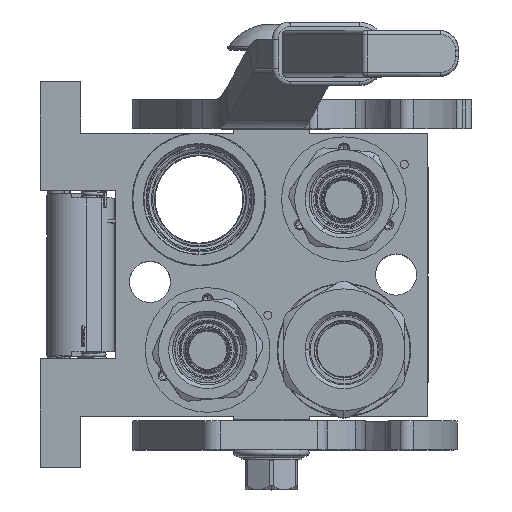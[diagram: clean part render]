
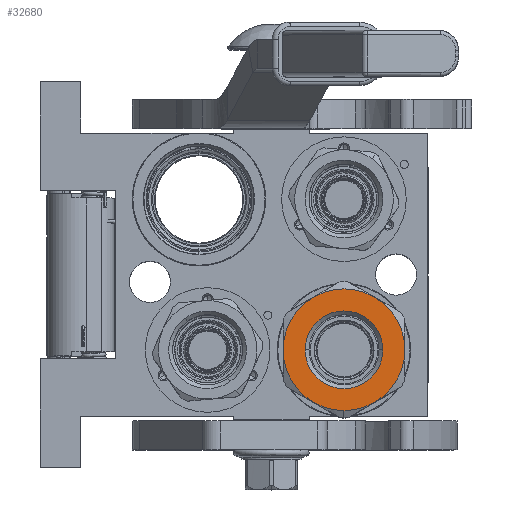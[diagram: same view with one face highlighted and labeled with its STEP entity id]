
A CAD part, top view. The second image highlights one B-rep face of the part: STEP entity #32680.
In plain terms, the highlighted face is planar.
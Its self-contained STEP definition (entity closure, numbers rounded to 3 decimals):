
#1188 = DIRECTION ( 'NONE',  ( 0., -0.5, -0.866 ) ) ;
#1574 = EDGE_CURVE ( 'NONE', #90126, #32816, #9658, .T. ) ;
#2500 = DIRECTION ( 'NONE',  ( 1., 0., 0. ) ) ;
#4026 = DIRECTION ( 'NONE',  ( 0., 0.5, 0.866 ) ) ;
#4568 = CIRCLE ( 'NONE', #120737, 13.4 ) ;
#5536 = EDGE_CURVE ( 'NONE', #144052, #142007, #102957, .T. ) ;
#6598 = ORIENTED_EDGE ( 'NONE', *, *, #110927, .T. ) ;
#6840 = DIRECTION ( 'NONE',  ( 0., 1., 0. ) ) ;
#9658 = CIRCLE ( 'NONE', #53114, 21. ) ;
#9722 = CARTESIAN_POINT ( 'NONE',  ( 100.6, 10.5, 18.187 ) ) ;
#13653 = CARTESIAN_POINT ( 'NONE',  ( 100.6, 10.5, -18.187 ) ) ;
#16706 = ORIENTED_EDGE ( 'NONE', *, *, #1574, .T. ) ;
#16911 = CARTESIAN_POINT ( 'NONE',  ( 100.6, 0., 0. ) ) ;
#17105 = AXIS2_PLACEMENT_3D ( 'NONE', #78572, #148691, #56354 ) ;
#18007 = CARTESIAN_POINT ( 'NONE',  ( 100.6, 0., 0. ) ) ;
#22506 = CARTESIAN_POINT ( 'NONE',  ( 100.6, 21., 0. ) ) ;
#23264 = AXIS2_PLACEMENT_3D ( 'NONE', #65700, #88936, #53672 ) ;
#23935 = CARTESIAN_POINT ( 'NONE',  ( 100.6, 0., 0. ) ) ;
#25022 = FACE_OUTER_BOUND ( 'NONE', #55292, .T. ) ;
#28335 = CARTESIAN_POINT ( 'NONE',  ( 100.6, 0., 0. ) ) ;
#28988 = DIRECTION ( 'NONE',  ( 0., 0., 1. ) ) ;
#30096 = AXIS2_PLACEMENT_3D ( 'NONE', #16911, #63676, #28988 ) ;
#30225 = CARTESIAN_POINT ( 'NONE',  ( 100.6, 0., 0. ) ) ;
#32085 = CIRCLE ( 'NONE', #38141, 21. ) ;
#32680 = ADVANCED_FACE ( 'NONE', ( #25022, #59241 ), #41560, .F. ) ;
#32816 = VERTEX_POINT ( 'NONE', #83053 ) ;
#35516 = DIRECTION ( 'NONE',  ( 1., 0., 0. ) ) ;
#35965 = CARTESIAN_POINT ( 'NONE',  ( 100.6, -21., 0. ) ) ;
#36890 = ORIENTED_EDGE ( 'NONE', *, *, #89214, .F. ) ;
#38141 = AXIS2_PLACEMENT_3D ( 'NONE', #23935, #35516, #1188 ) ;
#41560 = PLANE ( 'NONE',  #30096 ) ;
#45874 = ORIENTED_EDGE ( 'NONE', *, *, #147570, .T. ) ;
#46269 = AXIS2_PLACEMENT_3D ( 'NONE', #105990, #2500, #82737 ) ;
#51446 = CARTESIAN_POINT ( 'NONE',  ( 100.6, -10.5, -18.187 ) ) ;
#53114 = AXIS2_PLACEMENT_3D ( 'NONE', #28335, #96371, #4026 ) ;
#53672 = DIRECTION ( 'NONE',  ( 0., -0.5, 0.866 ) ) ;
#55292 = EDGE_LOOP ( 'NONE', ( #119404, #67266, #45874, #36890, #102815, #83282, #16706 ) ) ;
#56354 = DIRECTION ( 'NONE',  ( 0., -1., 0. ) ) ;
#58413 = CARTESIAN_POINT ( 'NONE',  ( 100.6, -13.4, 0. ) ) ;
#59241 = FACE_BOUND ( 'NONE', #89685, .T. ) ;
#63676 = DIRECTION ( 'NONE',  ( -1., 0., 0. ) ) ;
#65320 = CARTESIAN_POINT ( 'NONE',  ( 100.6, 0., 0. ) ) ;
#65700 = CARTESIAN_POINT ( 'NONE',  ( 100.6, 0., 0. ) ) ;
#65912 = DIRECTION ( 'NONE',  ( 0., -1., 0. ) ) ;
#67266 = ORIENTED_EDGE ( 'NONE', *, *, #100109, .T. ) ;
#71604 = VERTEX_POINT ( 'NONE', #9722 ) ;
#78572 = CARTESIAN_POINT ( 'NONE',  ( 100.6, 0., 0. ) ) ;
#80610 = CIRCLE ( 'NONE', #23264, 21. ) ;
#82737 = DIRECTION ( 'NONE',  ( 0., 0.5, 0.866 ) ) ;
#83053 = CARTESIAN_POINT ( 'NONE',  ( 100.6, -10.5, 18.187 ) ) ;
#83282 = ORIENTED_EDGE ( 'NONE', *, *, #119370, .T. ) ;
#88936 = DIRECTION ( 'NONE',  ( 1., 0., 0. ) ) ;
#89214 = EDGE_CURVE ( 'NONE', #128327, #118234, #123004, .T. ) ;
#89685 = EDGE_LOOP ( 'NONE', ( #6598, #115928 ) ) ;
#90126 = VERTEX_POINT ( 'NONE', #114756 ) ;
#92551 = EDGE_CURVE ( 'NONE', #32816, #132072, #80610, .T. ) ;
#96371 = DIRECTION ( 'NONE',  ( 1., 0., 0. ) ) ;
#99321 = DIRECTION ( 'NONE',  ( -1., 0., 0. ) ) ;
#99653 = DIRECTION ( 'NONE',  ( -1., 0., 0. ) ) ;
#99984 = AXIS2_PLACEMENT_3D ( 'NONE', #18007, #99653, #6840 ) ;
#100109 = EDGE_CURVE ( 'NONE', #132072, #146282, #109637, .T. ) ;
#100233 = DIRECTION ( 'NONE',  ( 0., 0.5, 0.866 ) ) ;
#101656 = EDGE_CURVE ( 'NONE', #71604, #128327, #127650, .T. ) ;
#102815 = ORIENTED_EDGE ( 'NONE', *, *, #101656, .F. ) ;
#102957 = CIRCLE ( 'NONE', #99984, 13.4 ) ;
#105178 = CARTESIAN_POINT ( 'NONE',  ( 100.6, 0., 0. ) ) ;
#105990 = CARTESIAN_POINT ( 'NONE',  ( 100.6, 0., 0. ) ) ;
#106192 = DIRECTION ( 'NONE',  ( 0., 1., 0. ) ) ;
#109637 = CIRCLE ( 'NONE', #17105, 21. ) ;
#110153 = AXIS2_PLACEMENT_3D ( 'NONE', #65320, #112296, #100233 ) ;
#110927 = EDGE_CURVE ( 'NONE', #142007, #144052, #4568, .T. ) ;
#112296 = DIRECTION ( 'NONE',  ( -1., 0., 0. ) ) ;
#114756 = CARTESIAN_POINT ( 'NONE',  ( 100.6, 0., 21. ) ) ;
#115928 = ORIENTED_EDGE ( 'NONE', *, *, #5536, .T. ) ;
#118234 = VERTEX_POINT ( 'NONE', #13653 ) ;
#119370 = EDGE_CURVE ( 'NONE', #71604, #90126, #148383, .T. ) ;
#119404 = ORIENTED_EDGE ( 'NONE', *, *, #92551, .T. ) ;
#120737 = AXIS2_PLACEMENT_3D ( 'NONE', #30225, #99321, #65912 ) ;
#123004 = CIRCLE ( 'NONE', #149451, 21. ) ;
#127650 = CIRCLE ( 'NONE', #110153, 21. ) ;
#128327 = VERTEX_POINT ( 'NONE', #22506 ) ;
#132072 = VERTEX_POINT ( 'NONE', #35965 ) ;
#141416 = DIRECTION ( 'NONE',  ( -1., 0., 0. ) ) ;
#142007 = VERTEX_POINT ( 'NONE', #58413 ) ;
#144052 = VERTEX_POINT ( 'NONE', #146545 ) ;
#146282 = VERTEX_POINT ( 'NONE', #51446 ) ;
#146545 = CARTESIAN_POINT ( 'NONE',  ( 100.6, 13.4, 0. ) ) ;
#147570 = EDGE_CURVE ( 'NONE', #146282, #118234, #32085, .T. ) ;
#148383 = CIRCLE ( 'NONE', #46269, 21. ) ;
#148691 = DIRECTION ( 'NONE',  ( 1., 0., 0. ) ) ;
#149451 = AXIS2_PLACEMENT_3D ( 'NONE', #105178, #141416, #106192 ) ;
